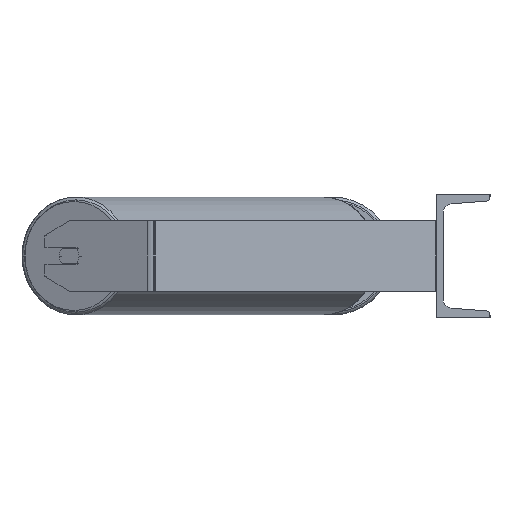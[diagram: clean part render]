
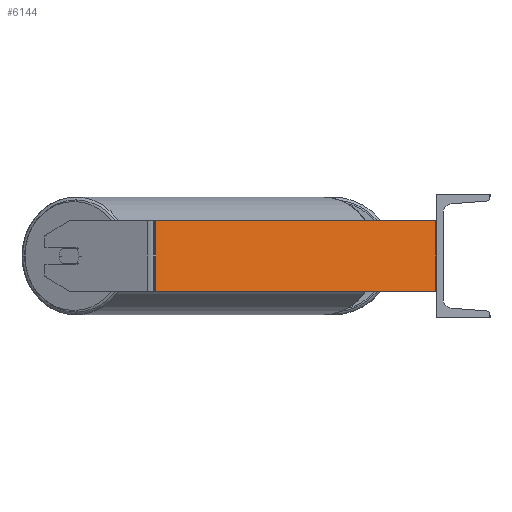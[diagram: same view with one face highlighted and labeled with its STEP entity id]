
A CAD part, left-side view. The second image highlights one B-rep face of the part: STEP entity #6144.
In plain terms, the highlighted planar face has unit normal (-0.985, -0.174, 0).
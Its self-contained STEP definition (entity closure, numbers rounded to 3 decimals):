
#66 = LINE ( 'NONE', #1511, #90 ) ;
#90 = VECTOR ( 'NONE', #7159, 1000. ) ;
#326 = VECTOR ( 'NONE', #4668, 1000. ) ;
#809 = EDGE_CURVE ( 'NONE', #6299, #4560, #66, .T. ) ;
#1106 = DIRECTION ( 'NONE',  ( -0.174, 0.985, 0. ) ) ;
#1430 = ORIENTED_EDGE ( 'NONE', *, *, #809, .F. ) ;
#1511 = CARTESIAN_POINT ( 'NONE',  ( -985., 0., 40. ) ) ;
#1609 = CARTESIAN_POINT ( 'NONE',  ( -1041.859, 322.465, -40. ) ) ;
#1920 = VECTOR ( 'NONE', #5326, 1000. ) ;
#2313 = VERTEX_POINT ( 'NONE', #7674 ) ;
#3132 = EDGE_CURVE ( 'NONE', #2313, #4560, #7968, .T. ) ;
#3350 = CARTESIAN_POINT ( 'NONE',  ( -985., 0., -40. ) ) ;
#3467 = EDGE_CURVE ( 'NONE', #5551, #6299, #5988, .T. ) ;
#3479 = CARTESIAN_POINT ( 'NONE',  ( -985., 0., 40. ) ) ;
#3800 = ORIENTED_EDGE ( 'NONE', *, *, #3132, .T. ) ;
#4553 = DIRECTION ( 'NONE',  ( 0.985, 0.174, 0. ) ) ;
#4560 = VERTEX_POINT ( 'NONE', #3350 ) ;
#4625 = LINE ( 'NONE', #8176, #326 ) ;
#4668 = DIRECTION ( 'NONE',  ( 0., 0., -1. ) ) ;
#5326 = DIRECTION ( 'NONE',  ( 0.174, -0.985, 0. ) ) ;
#5473 = EDGE_CURVE ( 'NONE', #5551, #2313, #4625, .T. ) ;
#5551 = VERTEX_POINT ( 'NONE', #8578 ) ;
#5621 = ORIENTED_EDGE ( 'NONE', *, *, #5473, .T. ) ;
#5938 = DIRECTION ( 'NONE',  ( 0.174, -0.985, 0. ) ) ;
#5980 = FACE_OUTER_BOUND ( 'NONE', #8896, .T. ) ;
#5988 = LINE ( 'NONE', #8619, #7103 ) ;
#6144 = ADVANCED_FACE ( 'NONE', ( #5980 ), #7431, .F. ) ;
#6299 = VERTEX_POINT ( 'NONE', #3479 ) ;
#6544 = ORIENTED_EDGE ( 'NONE', *, *, #3467, .F. ) ;
#7103 = VECTOR ( 'NONE', #5938, 1000. ) ;
#7159 = DIRECTION ( 'NONE',  ( 0., 0., -1. ) ) ;
#7431 = PLANE ( 'NONE',  #8881 ) ;
#7674 = CARTESIAN_POINT ( 'NONE',  ( -1040.983, 317.497, -40. ) ) ;
#7968 = LINE ( 'NONE', #1609, #1920 ) ;
#8176 = CARTESIAN_POINT ( 'NONE',  ( -1040.983, 317.497, 40. ) ) ;
#8578 = CARTESIAN_POINT ( 'NONE',  ( -1040.983, 317.497, 40. ) ) ;
#8619 = CARTESIAN_POINT ( 'NONE',  ( -1041.859, 322.465, 40. ) ) ;
#8757 = CARTESIAN_POINT ( 'NONE',  ( -1041.859, 322.465, 40. ) ) ;
#8881 = AXIS2_PLACEMENT_3D ( 'NONE', #8757, #4553, #1106 ) ;
#8896 = EDGE_LOOP ( 'NONE', ( #3800, #1430, #6544, #5621 ) ) ;
